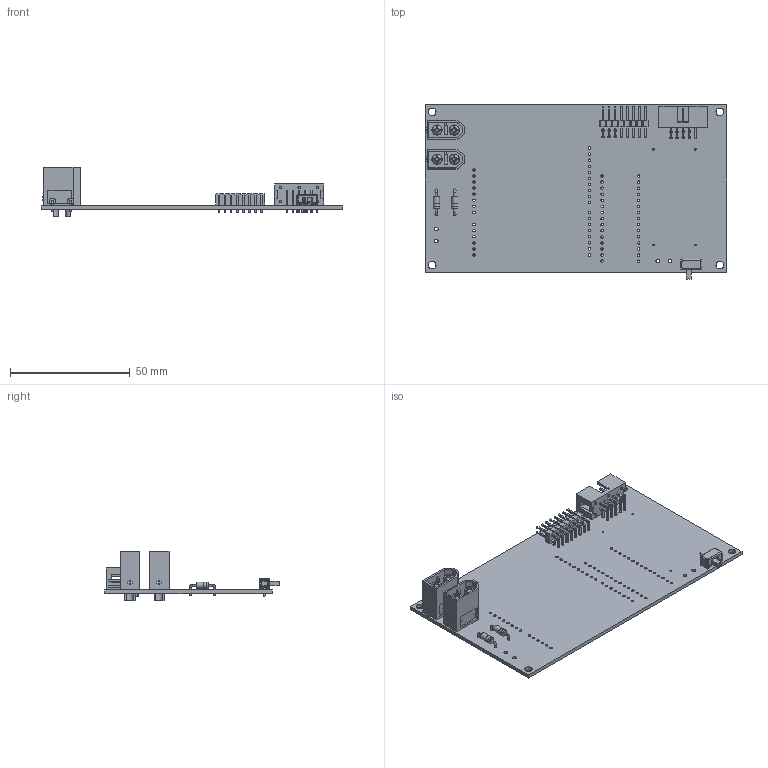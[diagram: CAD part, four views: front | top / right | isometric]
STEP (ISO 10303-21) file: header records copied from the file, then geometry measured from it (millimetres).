
FILE_DESCRIPTION(('KiCad electronic assembly'),'2;1');
FILE_NAME('PCB ROBOTICA V4.step','2024-08-04T17:32:18',('Pcbnew'),( 'Kicad'),'Open CASCADE STEP processor 7.7','KiCad to STEP converter' ,'Unknown');
FILE_SCHEMA(('AUTOMOTIVE_DESIGN { 1 0 10303 214 1 1 1 1 }'));
Length unit declared in the file: millimetre
Products named in the file (12): PCB ROBOTICA V4 1; AMASS_XT60-M_1x02_P7.2mm_Vertical; XT60 male v9; D_DO-41_SOD81_P10.16mm_Horizontal; IDC-Header_2x05_P2.54mm_Horizontal; IDC_Header_2x05_P254mm_Horizontal; SW_Slide_SPDT_Angled_CK_OS102011MA1Q; PinHeader_2x08_P2.54mm_Horizontal; PinHeader_2x08_P254mm_Horizontal; PCB ROBOTICA V4_PCB
Assembly tree (13 placements, depth 3):
  PCB ROBOTICA V4 1
    AMASS_XT60-M_1x02_P7.2mm_Vertical  x2
      XT60 male v9
    D_DO-41_SOD81_P10.16mm_Horizontal  x2
      D_DO-41_SOD81_P10.16mm_Horizontal
    IDC-Header_2x05_P2.54mm_Horizontal
      IDC_Header_2x05_P254mm_Horizontal
    SW_Slide_SPDT_Angled_CK_OS102011MA1Q
      SW_Slide_SPDT_Angled_CK_OS102011MA1Q
    PinHeader_2x08_P2.54mm_Horizontal
      PinHeader_2x08_P254mm_Horizontal
    PCB ROBOTICA V4_PCB
Bounding box: 126.1 x 72.9 x 20.5 mm (x, y, z)
Volume: 17315.9 mm3; surface area: 26294.7 mm2
Topology: 17 solids, 17 shells, 1248 faces, 3068 edges, 1926 vertices
Faces by surface type: plane 998, cylinder 222, bspline 16, cone 8, torus 4
Full cylindrical faces by diameter (mm): 0.762 x4, 0.8 x8, 0.9 x3, 1 x94, 1.1 x4, 1.52 x4, 2.7 x4, 2.72 x2, 3 x4, 3.2 x4, 4.3 x8, 4.5 x4, 6 x4
Entity records: 38893 total; most frequent: CARTESIAN_POINT 5749, ORIENTED_EDGE 5434, DIRECTION 5355, EDGE_CURVE 2717, LINE 2279, VECTOR 2279, VERTEX_POINT 1700, AXIS2_PLACEMENT_3D 1538
